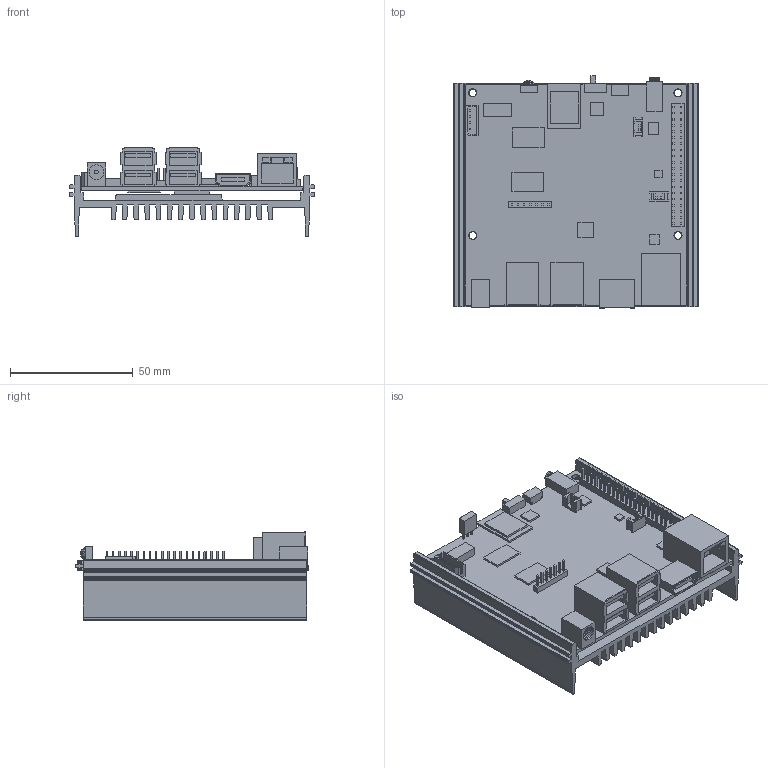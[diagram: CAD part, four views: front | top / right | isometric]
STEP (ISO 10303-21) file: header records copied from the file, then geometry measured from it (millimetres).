
FILE_DESCRIPTION(('STEP AP242'), '1');
FILE_NAME('Odroid_n2', '', ('UNSPECIFIED'), ('UNSPECIFIED'), 'ASCON STEP Converter 1.6', 'ASCON Math Kernel', '');
FILE_SCHEMA(('AP242_MANAGED_MODEL_BASED_3D_ENGINEERING_MIM_LF { 1 0 10303 442 1 1 4 }'));
Length unit declared in the file: millimetre
Products named in the file (3): Odroid_n2; odroid_n2_1; ODROID-N2_HEATSINK
Assembly tree (2 placements, depth 2):
  Odroid_n2
    odroid_n2_1
    ODROID-N2_HEATSINK
Bounding box: 100 x 94.55 x 36.53 mm (x, y, z)
Volume: 71886.5 mm3; surface area: 76315.5 mm2
Topology: 23 solids, 23 shells, 1851 faces, 4603 edges, 2884 vertices
Faces by surface type: plane 1823, cylinder 28
Full cylindrical faces by diameter (mm): 2.578 x4, 2.974 x4
Entity records: 68254 total; most frequent: CARTESIAN_POINT 9347, ORIENTED_EDGE 9190, DIRECTION 8361, EDGE_CURVE 4595, LINE 4533, VECTOR 4533, VERTEX_POINT 2884, EDGE_LOOP 1971
